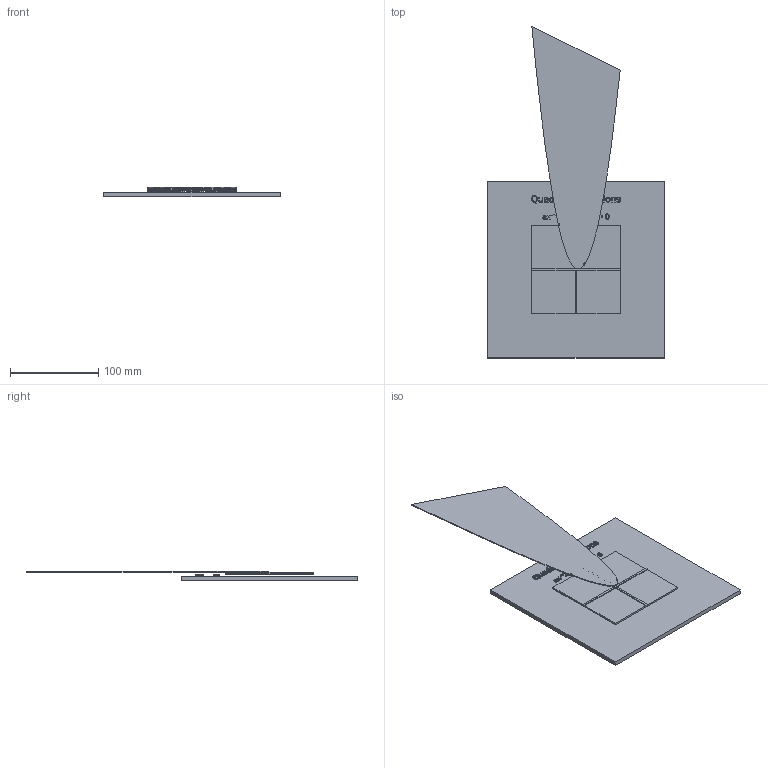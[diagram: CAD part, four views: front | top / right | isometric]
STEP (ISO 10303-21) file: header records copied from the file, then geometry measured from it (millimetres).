
FILE_DESCRIPTION(('Open CASCADE Model'),'2;1');
FILE_NAME('Open CASCADE Shape Model','2024-05-24T17:41:49',('Author'),( 'Open CASCADE'),'Open CASCADE STEP processor 7.7','Open CASCADE 7.7' ,'Unknown');
FILE_SCHEMA(('AUTOMOTIVE_DESIGN { 1 0 10303 214 1 1 1 1 }'));
Length unit declared in the file: millimetre
Products named in the file (35): Open CASCADE STEP translator 7.7 4; Open CASCADE STEP translator 7.7 4.1; Open CASCADE STEP translator 7.7 4.2; Open CASCADE STEP translator 7.7 4.3; Open CASCADE STEP translator 7.7 4.4; Open CASCADE STEP translator 7.7 4.5; Open CASCADE STEP translator 7.7 4.6; Open CASCADE STEP translator 7.7 4.7; Open CASCADE STEP translator 7.7 4.8; Open CASCADE STEP translator 7.7 4.9; Open CASCADE STEP translator 7.7 4.10; Open CASCADE STEP translator 7.7 4.11; Open CASCADE STEP translator 7.7 4.12; Open CASCADE STEP translator 7.7 4.13; Open CASCADE STEP translator 7.7 4.14; Open CASCADE STEP translator 7.7 4.15; Open CASCADE STEP translator 7.7 4.16; Open CASCADE STEP translator 7.7 4.17; Open CASCADE STEP translator 7.7 4.18; Open CASCADE STEP translator 7.7 4.19; Open CASCADE STEP translator 7.7 4.20; Open CASCADE STEP translator 7.7 4.21; Open CASCADE STEP translator 7.7 4.22; Open CASCADE STEP translator 7.7 4.23; Open CASCADE STEP translator 7.7 4.24; Open CASCADE STEP translator 7.7 4.25; Open CASCADE STEP translator 7.7 4.26; Open CASCADE STEP translator 7.7 4.27; Open CASCADE STEP translator 7.7 4.28; Open CASCADE STEP translator 7.7 4.29; Open CASCADE STEP translator 7.7 4.30; Open CASCADE STEP translator 7.7 4.31; Open CASCADE STEP translator 7.7 4.32; Open CASCADE STEP translator 7.7 4.33; Open CASCADE STEP translator 7.7 4.34
Assembly tree (34 placements, depth 2):
  Open CASCADE STEP translator 7.7 4
    Open CASCADE STEP translator 7.7 4.1
    Open CASCADE STEP translator 7.7 4.2
    Open CASCADE STEP translator 7.7 4.3
    Open CASCADE STEP translator 7.7 4.4
    Open CASCADE STEP translator 7.7 4.5
    Open CASCADE STEP translator 7.7 4.6
    Open CASCADE STEP translator 7.7 4.7
    Open CASCADE STEP translator 7.7 4.8
    Open CASCADE STEP translator 7.7 4.9
    Open CASCADE STEP translator 7.7 4.10
    Open CASCADE STEP translator 7.7 4.11
    Open CASCADE STEP translator 7.7 4.12
    Open CASCADE STEP translator 7.7 4.13
    Open CASCADE STEP translator 7.7 4.14
    Open CASCADE STEP translator 7.7 4.15
    Open CASCADE STEP translator 7.7 4.16
    Open CASCADE STEP translator 7.7 4.17
    Open CASCADE STEP translator 7.7 4.18
    Open CASCADE STEP translator 7.7 4.19
    Open CASCADE STEP translator 7.7 4.20
    Open CASCADE STEP translator 7.7 4.21
    Open CASCADE STEP translator 7.7 4.22
    Open CASCADE STEP translator 7.7 4.23
    Open CASCADE STEP translator 7.7 4.24
    Open CASCADE STEP translator 7.7 4.25
    Open CASCADE STEP translator 7.7 4.26
    Open CASCADE STEP translator 7.7 4.27
    Open CASCADE STEP translator 7.7 4.28
    Open CASCADE STEP translator 7.7 4.29
    Open CASCADE STEP translator 7.7 4.30
    Open CASCADE STEP translator 7.7 4.31
    Open CASCADE STEP translator 7.7 4.32
    Open CASCADE STEP translator 7.7 4.33
    Open CASCADE STEP translator 7.7 4.34
Bounding box: 200 x 376 x 10.5 mm (x, y, z)
Volume: 237309.7 mm3; surface area: 140246.4 mm2
Topology: 34 solids, 34 shells, 615 faces, 1640 edges, 1090 vertices
Faces by surface type: plane 323, extrusion 290, sphere 2
Entity records: 41187 total; most frequent: CARTESIAN_POINT 9583, DIRECTION 4752, VECTOR 4007, LINE 3717, ORIENTED_EDGE 3280, PCURVE 3278, DEFINITIONAL_REPRESENTATION 3278, EDGE_CURVE 1639
